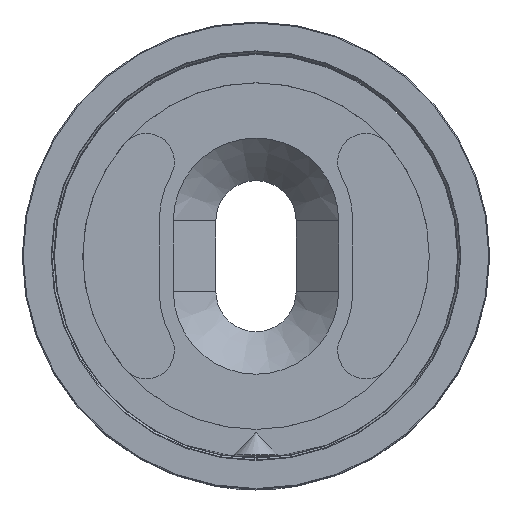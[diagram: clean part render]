
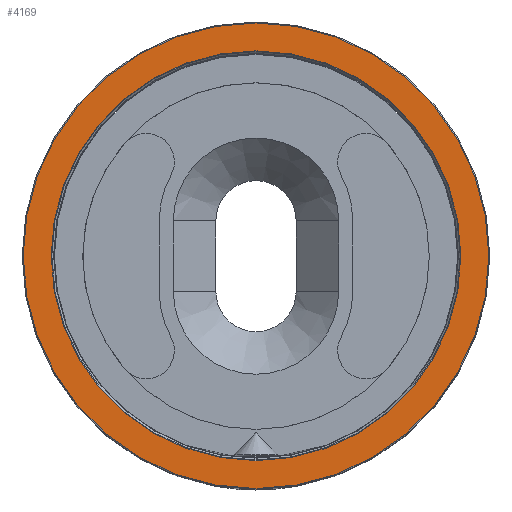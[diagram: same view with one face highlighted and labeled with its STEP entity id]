
A CAD part, top view. The second image highlights one B-rep face of the part: STEP entity #4169.
In plain terms, the highlighted planar face has unit normal (0, 0, 1).
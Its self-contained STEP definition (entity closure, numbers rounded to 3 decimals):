
#982 = CARTESIAN_POINT ( 'NONE',  ( 24.65, 0., 30. ) ) ;
#1098 = CARTESIAN_POINT ( 'NONE',  ( 21.691, 0., 30. ) ) ;
#3393 = CIRCLE ( 'NONE', #7309, 21.691 ) ;
#3630 = CARTESIAN_POINT ( 'NONE',  ( 0., 0., 30. ) ) ;
#4169 = ADVANCED_FACE ( 'NONE', ( #13404, #9933 ), #12825, .T. ) ;
#4251 = ORIENTED_EDGE ( 'NONE', *, *, #14479, .T. ) ;
#4678 = CARTESIAN_POINT ( 'NONE',  ( 0., 0., 30. ) ) ;
#5153 = DIRECTION ( 'NONE',  ( 0., 0., 1. ) ) ;
#6142 = EDGE_LOOP ( 'NONE', ( #16440 ) ) ;
#6508 = CIRCLE ( 'NONE', #15867, 24.65 ) ;
#7247 = VERTEX_POINT ( 'NONE', #1098 ) ;
#7309 = AXIS2_PLACEMENT_3D ( 'NONE', #11186, #12542, #8612 ) ;
#8380 = DIRECTION ( 'NONE',  ( 1., 0., 0. ) ) ;
#8612 = DIRECTION ( 'NONE',  ( 1., 0., 0. ) ) ;
#8731 = EDGE_CURVE ( 'NONE', #7247, #7247, #3393, .T. ) ;
#9933 = FACE_OUTER_BOUND ( 'NONE', #12187, .T. ) ;
#11186 = CARTESIAN_POINT ( 'NONE',  ( 0., 0., 30. ) ) ;
#12187 = EDGE_LOOP ( 'NONE', ( #4251 ) ) ;
#12542 = DIRECTION ( 'NONE',  ( 0., 0., -1. ) ) ;
#12755 = DIRECTION ( 'NONE',  ( 1., 0., 0. ) ) ;
#12825 = PLANE ( 'NONE',  #14530 ) ;
#13404 = FACE_BOUND ( 'NONE', #6142, .T. ) ;
#14479 = EDGE_CURVE ( 'NONE', #16358, #16358, #6508, .T. ) ;
#14530 = AXIS2_PLACEMENT_3D ( 'NONE', #3630, #5153, #12755 ) ;
#14800 = DIRECTION ( 'NONE',  ( 0., 0., 1. ) ) ;
#15867 = AXIS2_PLACEMENT_3D ( 'NONE', #4678, #14800, #8380 ) ;
#16358 = VERTEX_POINT ( 'NONE', #982 ) ;
#16440 = ORIENTED_EDGE ( 'NONE', *, *, #8731, .T. ) ;
